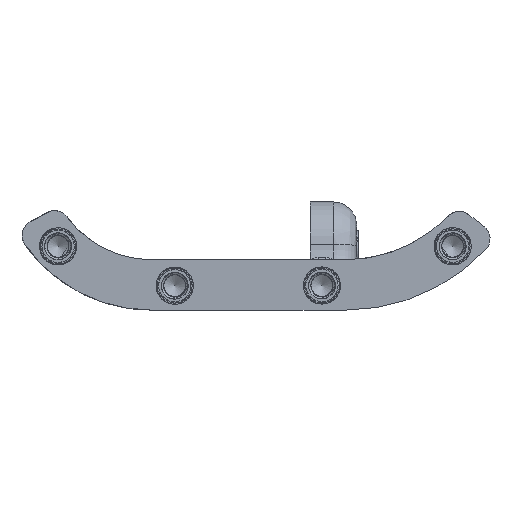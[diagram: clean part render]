
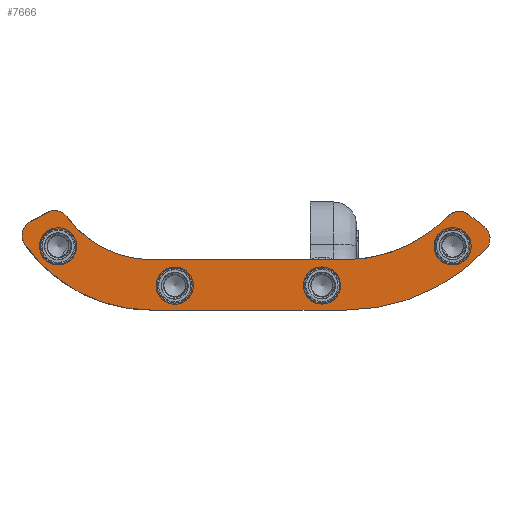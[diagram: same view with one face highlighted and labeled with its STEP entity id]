
A CAD part, front view. The second image highlights one B-rep face of the part: STEP entity #7666.
In plain terms, the highlighted planar face has unit normal (0, -1, 0).
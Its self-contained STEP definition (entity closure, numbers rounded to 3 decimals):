
#299=FACE_BOUND('',#1351,.T.);
#300=FACE_BOUND('',#1352,.T.);
#301=FACE_BOUND('',#1353,.T.);
#302=FACE_BOUND('',#1354,.T.);
#331=PLANE('',#8213);
#902=FACE_OUTER_BOUND('',#1350,.T.);
#1350=EDGE_LOOP('',(#5753,#5754,#5755,#5756,#5757,#5758,#5759,#5760,#5761,
#5762,#5763,#5764));
#1351=EDGE_LOOP('',(#5765));
#1352=EDGE_LOOP('',(#5766));
#1353=EDGE_LOOP('',(#5767));
#1354=EDGE_LOOP('',(#5768));
#1643=LINE('',#10842,#2094);
#1760=LINE('',#36210,#2211);
#1765=LINE('',#36228,#2216);
#1766=LINE('',#36233,#2217);
#2094=VECTOR('',#8696,10.);
#2211=VECTOR('',#9267,10.);
#2216=VECTOR('',#9290,10.);
#2217=VECTOR('',#9295,10.);
#2613=CIRCLE('',#8095,2.25);
#2615=CIRCLE('',#8099,2.25);
#2617=CIRCLE('',#8103,2.25);
#2619=CIRCLE('',#8107,2.25);
#2688=CIRCLE('',#8201,20.);
#2689=CIRCLE('',#8203,2.);
#2690=CIRCLE('',#8206,2.);
#2691=CIRCLE('',#8208,13.5);
#2692=CIRCLE('',#8210,18.5);
#2693=CIRCLE('',#8212,2.);
#2694=CIRCLE('',#8214,25.);
#2695=CIRCLE('',#8215,2.);
#2956=VERTEX_POINT('',#10839);
#2957=VERTEX_POINT('',#10841);
#3094=VERTEX_POINT('',#12598);
#3097=VERTEX_POINT('',#12607);
#3100=VERTEX_POINT('',#12616);
#3103=VERTEX_POINT('',#12625);
#3186=VERTEX_POINT('',#36199);
#3187=VERTEX_POINT('',#36201);
#3188=VERTEX_POINT('',#36205);
#3189=VERTEX_POINT('',#36209);
#3190=VERTEX_POINT('',#36213);
#3191=VERTEX_POINT('',#36219);
#3192=VERTEX_POINT('',#36223);
#3193=VERTEX_POINT('',#36227);
#3194=VERTEX_POINT('',#36229);
#3195=VERTEX_POINT('',#36231);
#3746=EDGE_CURVE('',#2957,#2956,#1643,.T.);
#3953=EDGE_CURVE('',#3094,#3094,#2613,.T.);
#3957=EDGE_CURVE('',#3097,#3097,#2615,.T.);
#3961=EDGE_CURVE('',#3100,#3100,#2617,.T.);
#3965=EDGE_CURVE('',#3103,#3103,#2619,.T.);
#4133=EDGE_CURVE('',#3187,#3186,#2688,.T.);
#4135=EDGE_CURVE('',#3188,#3187,#2689,.T.);
#4137=EDGE_CURVE('',#3189,#3188,#1760,.T.);
#4139=EDGE_CURVE('',#3190,#3189,#2690,.T.);
#4141=EDGE_CURVE('',#2956,#3190,#2691,.T.);
#4142=EDGE_CURVE('',#3191,#2957,#2692,.T.);
#4144=EDGE_CURVE('',#3192,#3191,#2693,.T.);
#4146=EDGE_CURVE('',#3186,#3193,#1765,.T.);
#4147=EDGE_CURVE('',#3193,#3194,#2694,.T.);
#4148=EDGE_CURVE('',#3194,#3195,#2695,.T.);
#4149=EDGE_CURVE('',#3195,#3192,#1766,.T.);
#5753=ORIENTED_EDGE('',*,*,#4144,.T.);
#5754=ORIENTED_EDGE('',*,*,#4142,.T.);
#5755=ORIENTED_EDGE('',*,*,#3746,.T.);
#5756=ORIENTED_EDGE('',*,*,#4141,.T.);
#5757=ORIENTED_EDGE('',*,*,#4139,.T.);
#5758=ORIENTED_EDGE('',*,*,#4137,.T.);
#5759=ORIENTED_EDGE('',*,*,#4135,.T.);
#5760=ORIENTED_EDGE('',*,*,#4133,.T.);
#5761=ORIENTED_EDGE('',*,*,#4146,.T.);
#5762=ORIENTED_EDGE('',*,*,#4147,.T.);
#5763=ORIENTED_EDGE('',*,*,#4148,.T.);
#5764=ORIENTED_EDGE('',*,*,#4149,.T.);
#5765=ORIENTED_EDGE('',*,*,#3953,.T.);
#5766=ORIENTED_EDGE('',*,*,#3957,.T.);
#5767=ORIENTED_EDGE('',*,*,#3961,.T.);
#5768=ORIENTED_EDGE('',*,*,#3965,.T.);
#7666=ADVANCED_FACE('',(#902,#299,#300,#301,#302),#331,.F.);
#8095=AXIS2_PLACEMENT_3D('',#12599,#8996,#8997);
#8099=AXIS2_PLACEMENT_3D('',#12608,#9006,#9007);
#8103=AXIS2_PLACEMENT_3D('',#12617,#9016,#9017);
#8107=AXIS2_PLACEMENT_3D('',#12626,#9026,#9027);
#8201=AXIS2_PLACEMENT_3D('',#36202,#9257,#9258);
#8203=AXIS2_PLACEMENT_3D('',#36206,#9262,#9263);
#8206=AXIS2_PLACEMENT_3D('',#36214,#9271,#9272);
#8208=AXIS2_PLACEMENT_3D('',#36217,#9276,#9277);
#8210=AXIS2_PLACEMENT_3D('',#36220,#9280,#9281);
#8212=AXIS2_PLACEMENT_3D('',#36224,#9285,#9286);
#8213=AXIS2_PLACEMENT_3D('',#36226,#9288,#9289);
#8214=AXIS2_PLACEMENT_3D('',#36230,#9291,#9292);
#8215=AXIS2_PLACEMENT_3D('',#36232,#9293,#9294);
#8696=DIRECTION('',(-1.,0.,0.));
#8996=DIRECTION('center_axis',(0.,1.,0.));
#8997=DIRECTION('ref_axis',(0.,0.,-1.));
#9006=DIRECTION('center_axis',(0.,1.,0.));
#9007=DIRECTION('ref_axis',(0.,0.,-1.));
#9016=DIRECTION('center_axis',(0.,1.,0.));
#9017=DIRECTION('ref_axis',(0.,0.,-1.));
#9026=DIRECTION('center_axis',(0.,1.,0.));
#9027=DIRECTION('ref_axis',(0.,0.,-1.));
#9257=DIRECTION('center_axis',(0.,-1.,0.));
#9258=DIRECTION('ref_axis',(0.,0.,-1.));
#9262=DIRECTION('center_axis',(0.,-1.,0.));
#9263=DIRECTION('ref_axis',(-0.818,0.,-0.576));
#9267=DIRECTION('',(-0.876,0.,-0.481));
#9271=DIRECTION('center_axis',(0.,-1.,0.));
#9272=DIRECTION('ref_axis',(-0.481,0.,0.876));
#9276=DIRECTION('center_axis',(0.,1.,0.));
#9277=DIRECTION('ref_axis',(0.,0.,-1.));
#9280=DIRECTION('center_axis',(0.,1.,0.));
#9281=DIRECTION('ref_axis',(0.719,0.,-0.695));
#9285=DIRECTION('center_axis',(0.,-1.,0.));
#9286=DIRECTION('ref_axis',(-0.719,0.,0.695));
#9288=DIRECTION('center_axis',(0.,1.,0.));
#9289=DIRECTION('ref_axis',(0.,0.,-1.));
#9290=DIRECTION('',(1.,0.,0.));
#9291=DIRECTION('center_axis',(0.,-1.,0.));
#9292=DIRECTION('ref_axis',(0.726,0.,-0.687));
#9293=DIRECTION('center_axis',(0.,-1.,0.));
#9294=DIRECTION('ref_axis',(0.622,0.,0.783));
#9295=DIRECTION('',(-0.783,0.,0.622));
#10839=CARTESIAN_POINT('',(-337.47,-200.,6.5));
#10841=CARTESIAN_POINT('',(-312.47,-200.,6.5));
#10842=CARTESIAN_POINT('',(-312.47,-200.,6.5));
#12598=CARTESIAN_POINT('',(-334.471,-200.,5.406));
#12599=CARTESIAN_POINT('Origin',(-334.471,-200.,3.156));
#12607=CARTESIAN_POINT('',(-298.591,-200.,10.491));
#12608=CARTESIAN_POINT('Origin',(-298.591,-200.,8.241));
#12616=CARTESIAN_POINT('',(-315.471,-200.,5.431));
#12617=CARTESIAN_POINT('Origin',(-315.471,-200.,3.181));
#12625=CARTESIAN_POINT('',(-349.53,-200.,10.484));
#12626=CARTESIAN_POINT('Origin',(-349.53,-200.,8.234));
#36199=CARTESIAN_POINT('',(-337.47,-200.,0.));
#36201=CARTESIAN_POINT('',(-353.821,-200.,8.482));
#36202=CARTESIAN_POINT('Origin',(-337.47,-200.,20.));
#36205=CARTESIAN_POINT('',(-353.149,-200.,11.387));
#36206=CARTESIAN_POINT('Origin',(-352.186,-200.,9.634));
#36209=CARTESIAN_POINT('',(-350.942,-200.,12.599));
#36210=CARTESIAN_POINT('',(-350.942,-200.,12.599));
#36213=CARTESIAN_POINT('',(-348.365,-200.,12.028));
#36214=CARTESIAN_POINT('Origin',(-349.979,-200.,10.847));
#36217=CARTESIAN_POINT('Origin',(-337.47,-200.,20.));
#36219=CARTESIAN_POINT('',(-299.17,-200.,12.141));
#36220=CARTESIAN_POINT('Origin',(-312.47,-200.,25.));
#36223=CARTESIAN_POINT('',(-296.489,-200.,12.318));
#36224=CARTESIAN_POINT('Origin',(-297.732,-200.,10.751));
#36226=CARTESIAN_POINT('Origin',(-323.976,-200.,6.423));
#36227=CARTESIAN_POINT('',(-312.47,-200.,0.));
#36228=CARTESIAN_POINT('',(-312.47,-200.,0.));
#36229=CARTESIAN_POINT('',(-294.313,-200.,7.816));
#36230=CARTESIAN_POINT('Origin',(-312.47,-200.,25.));
#36231=CARTESIAN_POINT('',(-294.522,-200.,10.757));
#36232=CARTESIAN_POINT('Origin',(-295.766,-200.,9.19));
#36233=CARTESIAN_POINT('',(-296.489,-200.,12.318));
